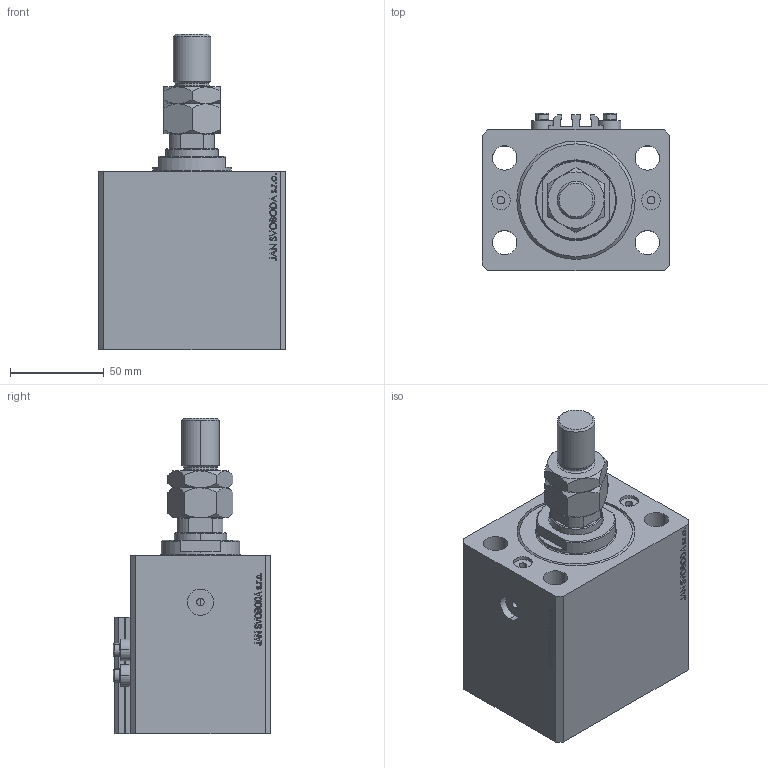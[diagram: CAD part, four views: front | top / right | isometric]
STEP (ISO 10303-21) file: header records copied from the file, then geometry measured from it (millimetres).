
FILE_DESCRIPTION (( 'STEP AP203' ), '1' );
FILE_NAME ('9b0d.STEP', '2022-04-09T15:29:55', ( '' ), ( '' ), 'SwSTEP 2.0', 'SolidWorks 2019', '' );
FILE_SCHEMA (( 'CONFIG_CONTROL_DESIGN' ));
Length unit declared in the file: millimetre
Products named in the file (6): V250CE_C_VCP ccc1b2ad96fd9f20b2368584255835c7; ALLEN BOLT V250CE ccc1b2ad96fd9f20b2368584255835c7; V250CE_VC_C ccc1b2ad96fd9f20b2368584255835c7; 9b0d; MTA ccc1b2ad96fd9f20b2368584255835c7; V250CE_C_Body ccc1b2ad96fd9f20b2368584255835c7
Assembly tree (8 placements, depth 2):
  9b0d
    V250CE_C_Body ccc1b2ad96fd9f20b2368584255835c7
    ALLEN BOLT V250CE ccc1b2ad96fd9f20b2368584255835c7  x4
    V250CE_C_VCP ccc1b2ad96fd9f20b2368584255835c7
    V250CE_VC_C ccc1b2ad96fd9f20b2368584255835c7
    MTA ccc1b2ad96fd9f20b2368584255835c7
Bounding box: 100 x 84 x 167.9 mm (x, y, z)
Volume: 675923.1 mm3; surface area: 124574.5 mm2
Topology: 9 solids, 9 shells, 1083 faces, 2703 edges, 1757 vertices
Faces by surface type: plane 519, bspline 374, cylinder 90, cone 84, torus 16
Entity records: 48846 total; most frequent: CARTESIAN_POINT 26421, ORIENTED_EDGE 5096, DIRECTION 3220, EDGE_CURVE 2548, VERTEX_POINT 1673, LINE 1508, VECTOR 1508, EDGE_LOOP 1131
